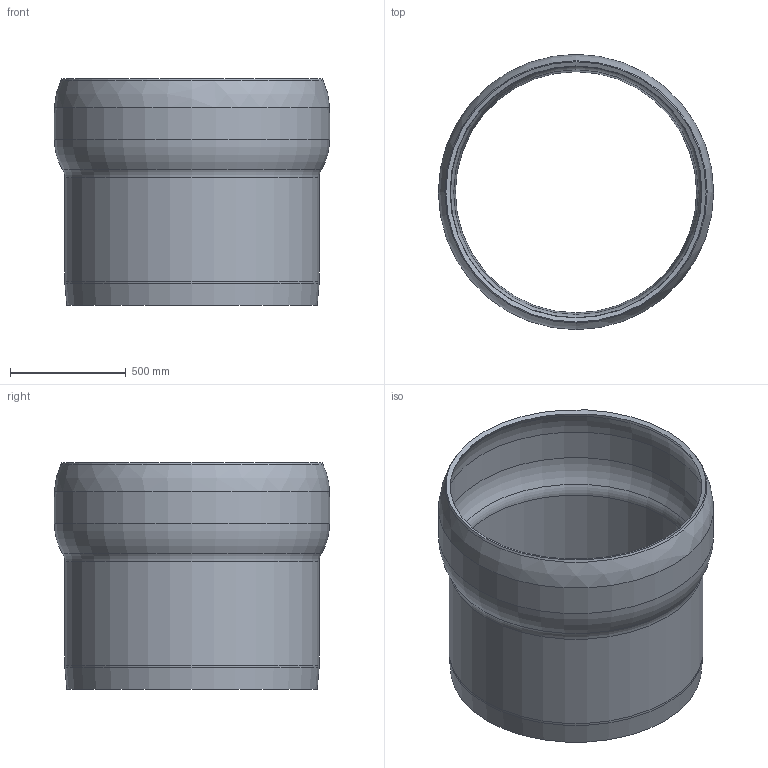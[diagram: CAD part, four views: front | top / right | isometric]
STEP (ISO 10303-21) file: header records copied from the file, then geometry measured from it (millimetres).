
FILE_DESCRIPTION(/* description */ (''),/* implementation_level */ '2;1');
FILE_NAME(/* name */ '00631.100X_3D.stp',/* time_stamp */ '2024-12-11T12:59:25+01:00',/* author */ ('CAD'),/* organization */ (''),/* preprocessor_version */ 'ST-DEVELOPER v20',/* originating_system */ 'AutoCAD Mechanical',/* authorisation */ '');
FILE_SCHEMA (('AUTOMOTIVE_DESIGN { 1 0 10303 214 3 1 1 }'));
Length unit declared in the file: centimetre
Products named in the file (2): Product; *S0
Assembly tree (1 placements, depth 2):
  Product
    *S0
Bounding box: 1190 x 1190 x 980 mm (x, y, z)
Volume: 68610309.9 mm3; surface area: 7025291.4 mm2
Topology: 1 solids, 1 shells, 19 faces, 50 edges, 31 vertices
Faces by surface type: torus 8, cone 8, cylinder 2, bspline 1
Full cylindrical faces by diameter (mm): 1060 x1, 1100 x1
Entity records: 677 total; most frequent: DIRECTION 132, CARTESIAN_POINT 129, ORIENTED_EDGE 100, AXIS2_PLACEMENT_3D 61, EDGE_CURVE 50, CIRCLE 40, VERTEX_POINT 31, FACE_OUTER_BOUND 19
